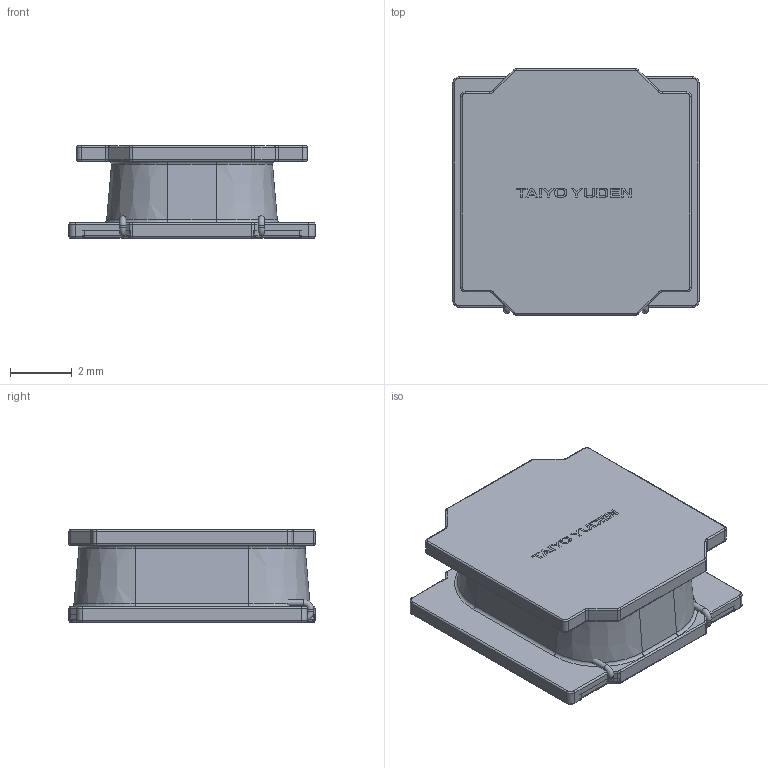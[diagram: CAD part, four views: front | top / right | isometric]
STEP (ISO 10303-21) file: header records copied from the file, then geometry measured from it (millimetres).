
FILE_DESCRIPTION(/* description */ (''),/* implementation_level */ '2;1');
FILE_NAME(/* name */ 'Taiyo Yuden NRS8030T1R0NJGJ.stp',/* time_stamp */ '2021-07-15T18:25:33-04:00',/* author */ ('rabri'),/* organization */ (''),/* preprocessor_version */ 'ST-DEVELOPER v18',/* originating_system */ 'Autodesk Inventor 2020',/* authorisation */ '');
FILE_SCHEMA (('AUTOMOTIVE_DESIGN { 1 0 10303 214 3 1 1 }'));
Length unit declared in the file: millimetre
Products named in the file (5): Taiyo Yuden NR4018T220M; body; terminal; logo; wire_
Assembly tree (4 placements, depth 2):
  Taiyo Yuden NR4018T220M
    body
    terminal
    logo
    wire_
Bounding box: 8 x 8 x 3 mm (x, y, z)
Volume: 133.9 mm3; surface area: 299.8 mm2
Topology: 15 solids, 15 shells, 351 faces, 849 edges, 530 vertices
Faces by surface type: plane 167, cylinder 104, torus 52, bspline 20, cone 4, sphere 4
Full cylindrical faces by diameter (mm): 0.2 x6
Entity records: 10573 total; most frequent: CARTESIAN_POINT 2087, DIRECTION 1765, ORIENTED_EDGE 1698, EDGE_CURVE 849, AXIS2_PLACEMENT_3D 620, VERTEX_POINT 530, LINE 525, VECTOR 525
